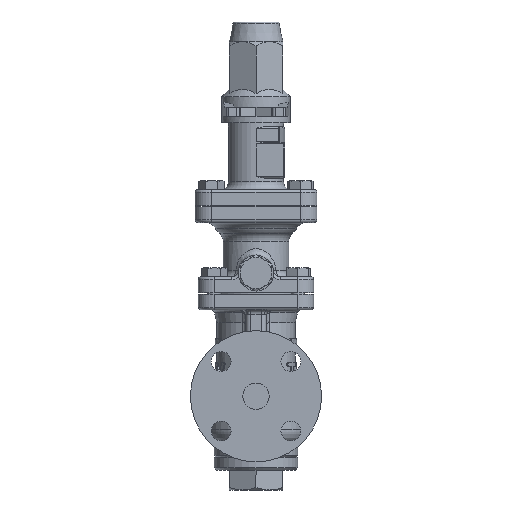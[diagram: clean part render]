
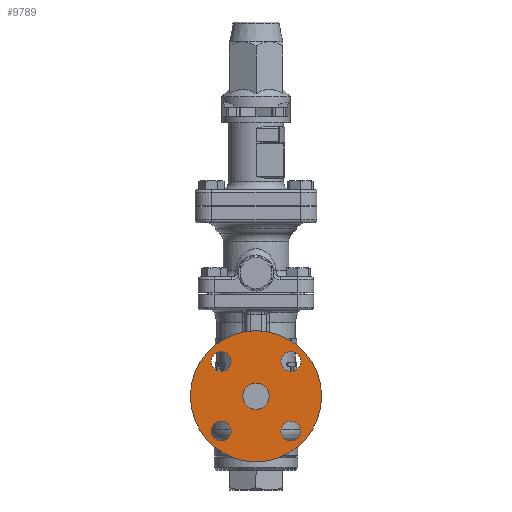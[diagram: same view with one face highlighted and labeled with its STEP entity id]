
A CAD part, left-side view. The second image highlights one B-rep face of the part: STEP entity #9789.
In plain terms, the highlighted planar face has unit normal (-1, 0, 0).
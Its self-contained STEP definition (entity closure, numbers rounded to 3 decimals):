
#2021=PLANE('',#10805);
#2139=FACE_BOUND('',#3496,.T.);
#2140=FACE_BOUND('',#3497,.T.);
#2141=FACE_BOUND('',#3498,.T.);
#2142=FACE_BOUND('',#3499,.T.);
#2143=FACE_BOUND('',#3500,.T.);
#2757=FACE_OUTER_BOUND('',#3495,.T.);
#3495=EDGE_LOOP('',(#9044));
#3496=EDGE_LOOP('',(#9045));
#3497=EDGE_LOOP('',(#9046));
#3498=EDGE_LOOP('',(#9047));
#3499=EDGE_LOOP('',(#9048));
#3500=EDGE_LOOP('',(#9049));
#3554=CIRCLE('',#9850,50.);
#3555=CIRCLE('',#9852,7.5);
#3556=CIRCLE('',#9854,7.5);
#3557=CIRCLE('',#9856,7.5);
#3558=CIRCLE('',#9858,7.5);
#3570=CIRCLE('',#9877,10.);
#4048=VERTEX_POINT('',#13745);
#4049=VERTEX_POINT('',#13748);
#4050=VERTEX_POINT('',#13751);
#4051=VERTEX_POINT('',#13754);
#4052=VERTEX_POINT('',#13757);
#4114=VERTEX_POINT('',#15217);
#4933=EDGE_CURVE('',#4048,#4048,#3554,.T.);
#4934=EDGE_CURVE('',#4049,#4049,#3555,.T.);
#4935=EDGE_CURVE('',#4050,#4050,#3556,.T.);
#4936=EDGE_CURVE('',#4051,#4051,#3557,.T.);
#4937=EDGE_CURVE('',#4052,#4052,#3558,.T.);
#5006=EDGE_CURVE('',#4114,#4114,#3570,.T.);
#9044=ORIENTED_EDGE('',*,*,#4933,.F.);
#9045=ORIENTED_EDGE('',*,*,#4934,.T.);
#9046=ORIENTED_EDGE('',*,*,#4935,.T.);
#9047=ORIENTED_EDGE('',*,*,#4936,.T.);
#9048=ORIENTED_EDGE('',*,*,#4937,.T.);
#9049=ORIENTED_EDGE('',*,*,#5006,.T.);
#9789=ADVANCED_FACE('',(#2757,#2139,#2140,#2141,#2142,#2143),#2021,.T.);
#9850=AXIS2_PLACEMENT_3D('',#13746,#10913,#10914);
#9852=AXIS2_PLACEMENT_3D('',#13749,#10917,#10918);
#9854=AXIS2_PLACEMENT_3D('',#13752,#10921,#10922);
#9856=AXIS2_PLACEMENT_3D('',#13755,#10925,#10926);
#9858=AXIS2_PLACEMENT_3D('',#13758,#10929,#10930);
#9877=AXIS2_PLACEMENT_3D('',#15218,#10983,#10984);
#10805=AXIS2_PLACEMENT_3D('',#29043,#13318,#13319);
#10913=DIRECTION('center_axis',(1.,0.,0.));
#10914=DIRECTION('ref_axis',(0.,0.,-1.));
#10917=DIRECTION('center_axis',(1.,0.,0.));
#10918=DIRECTION('ref_axis',(0.,1.,0.));
#10921=DIRECTION('center_axis',(1.,0.,0.));
#10922=DIRECTION('ref_axis',(0.,0.,-1.));
#10925=DIRECTION('center_axis',(1.,0.,0.));
#10926=DIRECTION('ref_axis',(0.,-1.,0.));
#10929=DIRECTION('center_axis',(1.,0.,0.));
#10930=DIRECTION('ref_axis',(0.,0.,1.));
#10983=DIRECTION('center_axis',(1.,0.,0.));
#10984=DIRECTION('ref_axis',(0.,0.,1.));
#13318=DIRECTION('center_axis',(-1.,0.,0.));
#13319=DIRECTION('ref_axis',(0.,0.,1.));
#13745=CARTESIAN_POINT('',(-91.,0.,96.5));
#13746=CARTESIAN_POINT('Origin',(-91.,0.,46.5));
#13748=CARTESIAN_POINT('',(-91.,34.017,73.017));
#13749=CARTESIAN_POINT('Origin',(-91.,26.517,73.017));
#13751=CARTESIAN_POINT('',(-91.,26.517,12.483));
#13752=CARTESIAN_POINT('Origin',(-91.,26.517,19.983));
#13754=CARTESIAN_POINT('',(-91.,-34.017,19.983));
#13755=CARTESIAN_POINT('Origin',(-91.,-26.517,19.983));
#13757=CARTESIAN_POINT('',(-91.,-26.517,80.517));
#13758=CARTESIAN_POINT('Origin',(-91.,-26.517,73.017));
#15217=CARTESIAN_POINT('',(-91.,0.,56.5));
#15218=CARTESIAN_POINT('Origin',(-91.,0.,46.5));
#29043=CARTESIAN_POINT('Origin',(-91.,0.,46.5));
